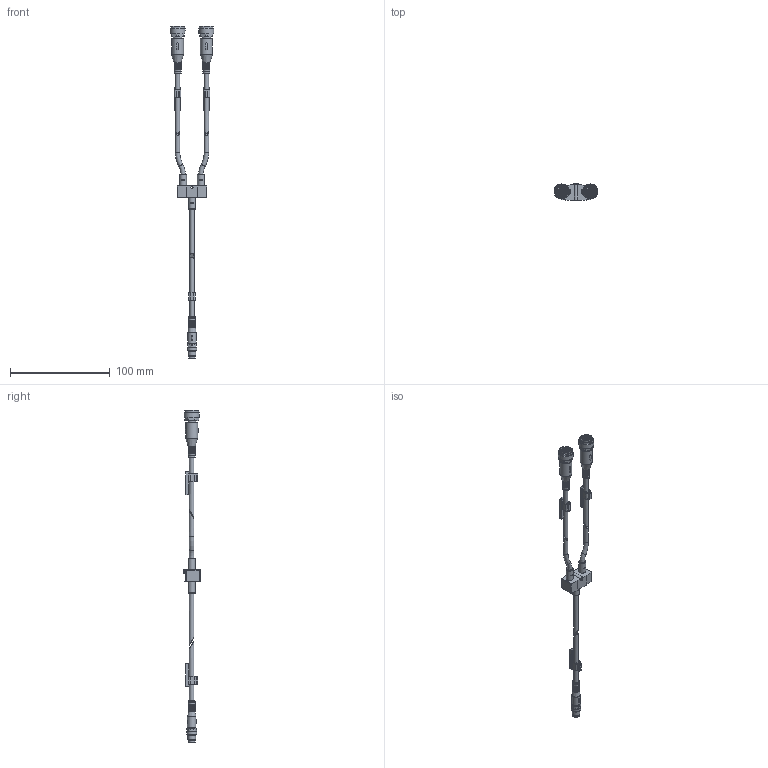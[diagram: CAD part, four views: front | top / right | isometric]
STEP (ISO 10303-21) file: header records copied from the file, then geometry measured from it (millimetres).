
FILE_DESCRIPTION(/* description */ ('STEP AP214'),/* implementation_level */ '2;1');
FILE_NAME(/* name */ '8035778_NEDY-L2R1-V1-M12G5-U-0_3L-M8G4-5R',/* time_stamp */ '2024-09-12T21:45:15+02:00',/* author */ ('License CC BY-ND 4.0'),/* organization */ ('CADENAS'),/* preprocessor_version */ 'ST-DEVELOPER v19.3',/* originating_system */ 'PARTsolutions',/* authorisation */ ' ');
FILE_SCHEMA (('AUTOMOTIVE_DESIGN {1 0 10303 214 3 1 1}'));
Length unit declared in the file: millimetre
Products named in the file (5): 8035778 NEDY-L2R1-V1-M12G5-U-0.3L-M8G4-5R; 2896424 NEDY-D4.5-D4.5---(4.5G); 3955746 M12G-Dose_p---(1_4.5_5); 1051830 ASCF-M-23-C DM 4.0-5.6; 1349424 M8G-Stecker_p---(2_4.5_4)
Assembly tree (7 placements, depth 2):
  8035778 NEDY-L2R1-V1-M12G5-U-0.3L-M8G4-5R
    2896424 NEDY-D4.5-D4.5---(4.5G)
    3955746 M12G-Dose_p---(1_4.5_5)  x2
    1051830 ASCF-M-23-C DM 4.0-5.6  x3
    1349424 M8G-Stecker_p---(2_4.5_4)
Bounding box: 44 x 16.23 x 332.5 mm (x, y, z)
Volume: 22460.4 mm3; surface area: 17952.2 mm2
Topology: 7 solids, 7 shells, 1076 faces, 3213 edges, 2116 vertices
Faces by surface type: cylinder 543, plane 460, torus 46, cone 23, sphere 4
Full cylindrical faces by diameter (mm): 1 x4, 1.1 x8, 1.2 x2, 1.5 x8, 2.2 x1, 4.5 x6, 4.7 x1, 5.8 x1, 5.9 x1, 6.9 x1, 7 x18, 8 x1, 8.1 x2, 8.5 x1, 9.8 x2, 10 x1, 10.917 x2, 12 x2, 12.3 x2, 14 x2, 15 x2
Entity records: 22988 total; most frequent: CARTESIAN_POINT 3764, DIRECTION 3391, ORIENTED_EDGE 3196, EDGE_CURVE 1598, AXIS2_PLACEMENT_3D 1291, VERTEX_POINT 1098, LINE 809, VECTOR 809
